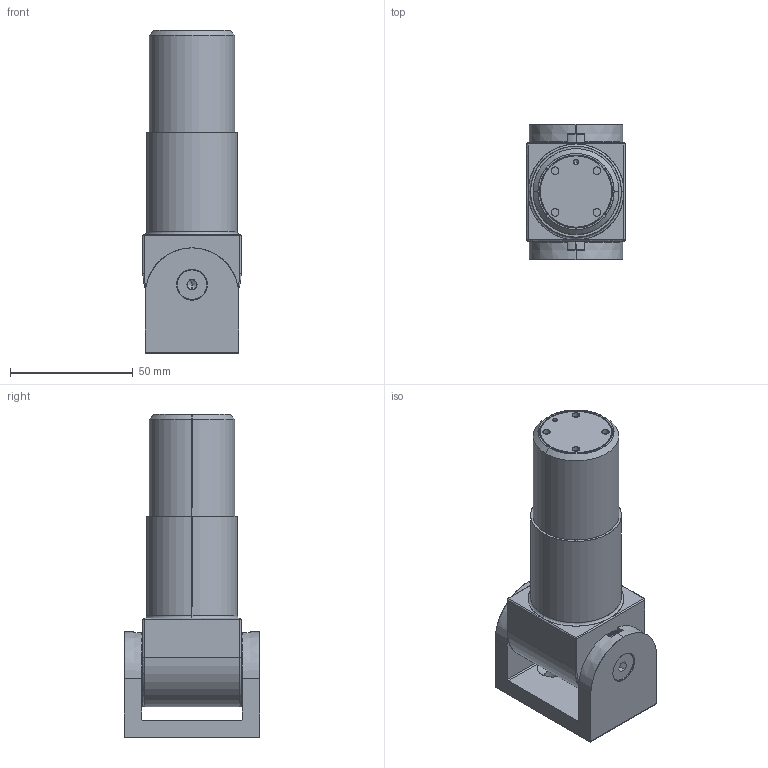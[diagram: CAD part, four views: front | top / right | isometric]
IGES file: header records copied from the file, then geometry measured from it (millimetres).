
Start section: SolidWorks IGES file using analytic representation for surfaces
Global section: file name: 180-108-S.igs; native system: SolidWorks 2018; preprocessor: SolidWorks 2018; author: Christian; date: 210216.122152; units: millimetre
Bounding box: 40 x 55 x 131.5 mm (x, y, z)
Surface area: 31788.6 mm2 (no closed solid volume)
Topology: 0 solids, 0 shells, 540 faces, 6616 edges, 6602 vertices
Faces by surface type: bspline 398, revolution 142
